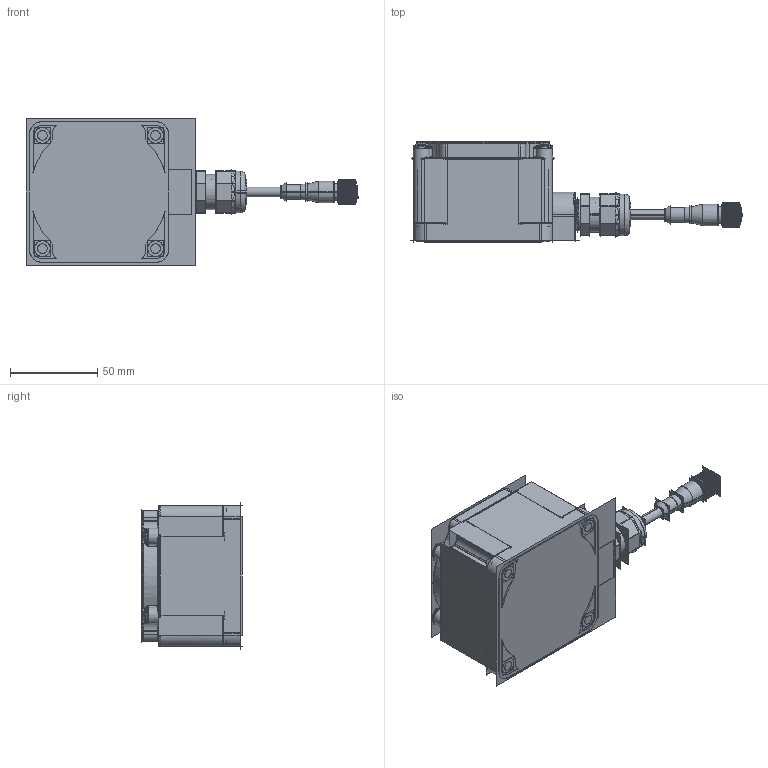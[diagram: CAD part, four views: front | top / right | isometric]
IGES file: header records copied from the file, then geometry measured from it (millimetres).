
Start section:  PTC IGES file: 147030_sm01.igs
Global section: file name: 147030_sm01.igs; native system: Creo Parametric by PTC Inc.; preprocessor: 2022414; author: banengservice; organization: Unknown; date: 20250725.132353; units: millimetre
Bounding box: 190.74 x 57.51 x 84.08 mm (x, y, z)
Volume: 340428 mm3; surface area: 209108.2 mm2
Topology: 3 solids, 75 shells, 8108 faces, 35864 edges, 42688 vertices
Faces by surface type: bspline 6072, revolution 2036
